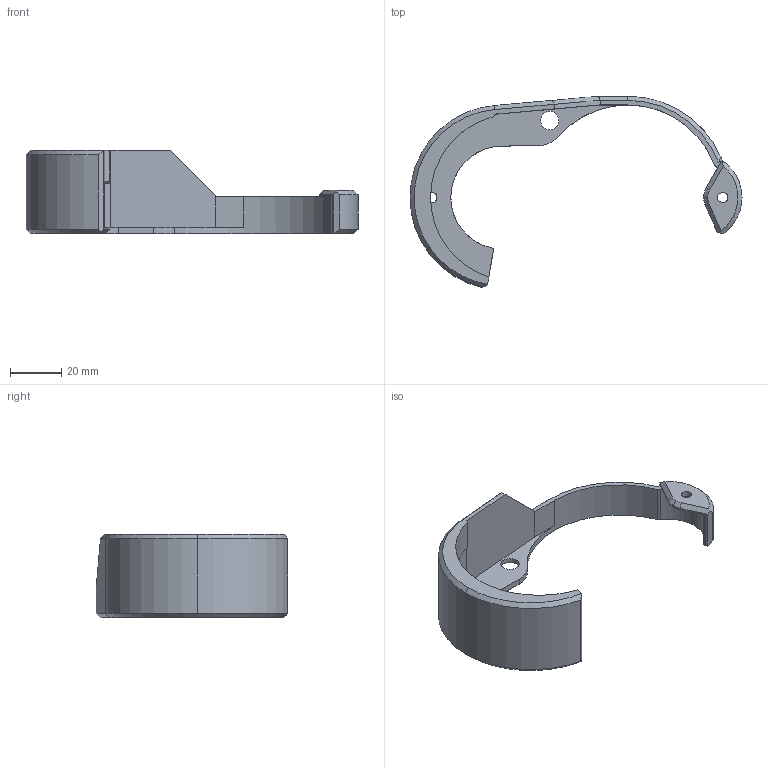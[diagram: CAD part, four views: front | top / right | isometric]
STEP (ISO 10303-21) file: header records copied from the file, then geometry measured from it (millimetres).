
FILE_DESCRIPTION(('HOOPS Exchange Step'),'2;1');
FILE_NAME('temp_export','2021-03-21T20:05:07+20:00',('poastoast'),('Shapr3D Limited'),'HOOPS Exchange 2020.2','Shapr3D','Authorized');
FILE_SCHEMA( ('AP203_CONFIGURATION_CONTROLLED_3D_DESIGN_OF_MECHANICAL_PARTS_AND_ASSEMBLIES_MIM_LF') );
Length unit declared in the file: millimetre
Products named in the file (1): 1A6B2AE3-A8E9-4FF2-9D0C-232492013DC9.tmp
Bounding box: 129.49 x 74.68 x 32.4 mm (x, y, z)
Volume: 26397.3 mm3; surface area: 15978.8 mm2
Topology: 1 solids, 1 shells, 63 faces, 168 edges, 107 vertices
Faces by surface type: plane 28, cylinder 21, cone 13, bspline 1
Full cylindrical faces by diameter (mm): 4 x2, 7.2 x1
Entity records: 2194 total; most frequent: CARTESIAN_POINT 576, ORIENTED_EDGE 336, DIRECTION 334, EDGE_CURVE 168, AXIS2_PLACEMENT_3D 121, VERTEX_POINT 107, VECTOR 92, LINE 92
